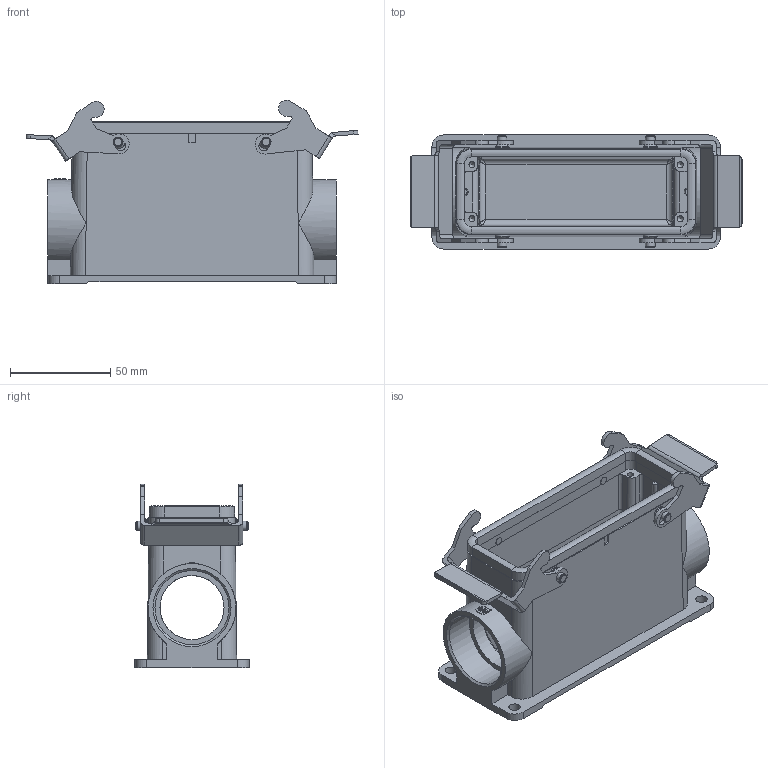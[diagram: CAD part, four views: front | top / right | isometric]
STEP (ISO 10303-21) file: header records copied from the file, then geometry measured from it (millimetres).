
FILE_DESCRIPTION((''),'2;1');
FILE_NAME('04300240240.stp','2020-07-07T16:00:50',('e.eickhoff'),(''),'Autodesk Inventor 2012','Autodesk Inventor 2012','');
FILE_SCHEMA(('AUTOMOTIVE_DESIGN { 1 0 10303 214 1 1 1 1 }'));
Length unit declared in the file: millimetre
Products named in the file (3): 04300240240; Metallbügel Quer
Assembly tree (3 placements, depth 2):
  04300240240
    04300240240
    Metallbügel Quer  x2
Bounding box: 165.77 x 57 x 91.54 mm (x, y, z)
Volume: 159263.9 mm3; surface area: 78398.2 mm2
Topology: 3 solids, 3 shells, 413 faces, 1095 edges, 707 vertices
Faces by surface type: plane 224, cylinder 145, cone 18, torus 16, bspline 6, sphere 4
Full cylindrical faces by diameter (mm): 0.66 x1, 0.78 x1, 3 x4, 4 x4, 4.8 x4, 5.6 x4, 7 x4, 32 x2, 37 x2
Entity records: 12210 total; most frequent: CARTESIAN_POINT 3117, DIRECTION 1897, ORIENTED_EDGE 1746, EDGE_CURVE 873, AXIS2_PLACEMENT_3D 700, VERTEX_POINT 590, VECTOR 497, LINE 497
